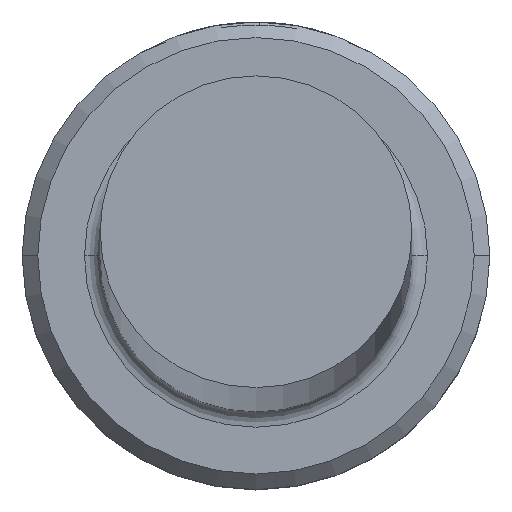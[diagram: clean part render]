
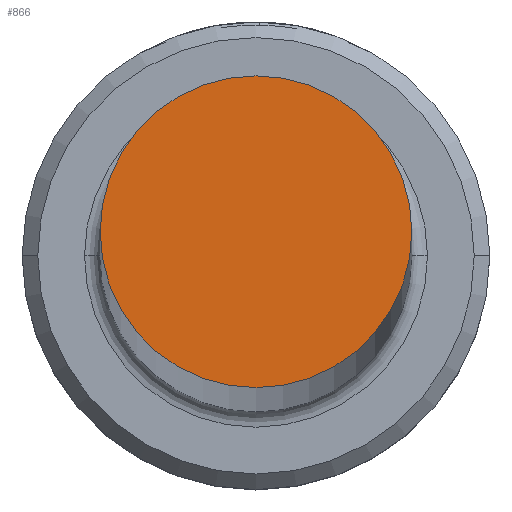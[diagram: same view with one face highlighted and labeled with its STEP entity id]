
A CAD part, top view. The second image highlights one B-rep face of the part: STEP entity #866.
In plain terms, the highlighted planar face has unit normal (0, 0, 1).
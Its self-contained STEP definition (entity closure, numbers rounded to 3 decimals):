
#68 = ORIENTED_EDGE ( 'NONE', *, *, #1124, .T. ) ;
#99 = DIRECTION ( 'NONE',  ( 0., 0., 1. ) ) ;
#120 = PLANE ( 'NONE',  #1147 ) ;
#163 = VERTEX_POINT ( 'NONE', #646 ) ;
#209 = FACE_OUTER_BOUND ( 'NONE', #630, .T. ) ;
#246 = AXIS2_PLACEMENT_3D ( 'NONE', #253, #914, #343 ) ;
#253 = CARTESIAN_POINT ( 'NONE',  ( 0., 0., 450. ) ) ;
#313 = DIRECTION ( 'NONE',  ( 1., 0., 0. ) ) ;
#343 = DIRECTION ( 'NONE',  ( 1., 0., 0. ) ) ;
#585 = EDGE_CURVE ( 'NONE', #865, #163, #698, .T. ) ;
#630 = EDGE_LOOP ( 'NONE', ( #780, #68 ) ) ;
#646 = CARTESIAN_POINT ( 'NONE',  ( 5., 0., 450. ) ) ;
#662 = CARTESIAN_POINT ( 'NONE',  ( 0., 0., 450. ) ) ;
#698 = CIRCLE ( 'NONE', #246, 5. ) ;
#758 = DIRECTION ( 'NONE',  ( 1., 0., 0. ) ) ;
#780 = ORIENTED_EDGE ( 'NONE', *, *, #585, .T. ) ;
#782 = CARTESIAN_POINT ( 'NONE',  ( -5., 0., 450. ) ) ;
#865 = VERTEX_POINT ( 'NONE', #782 ) ;
#866 = ADVANCED_FACE ( 'NONE', ( #209 ), #120, .T. ) ;
#868 = AXIS2_PLACEMENT_3D ( 'NONE', #662, #99, #758 ) ;
#883 = DIRECTION ( 'NONE',  ( 0., 0., 1. ) ) ;
#914 = DIRECTION ( 'NONE',  ( 0., 0., 1. ) ) ;
#1124 = EDGE_CURVE ( 'NONE', #163, #865, #1174, .T. ) ;
#1139 = CARTESIAN_POINT ( 'NONE',  ( 0., 0., 450. ) ) ;
#1147 = AXIS2_PLACEMENT_3D ( 'NONE', #1139, #883, #313 ) ;
#1174 = CIRCLE ( 'NONE', #868, 5. ) ;
